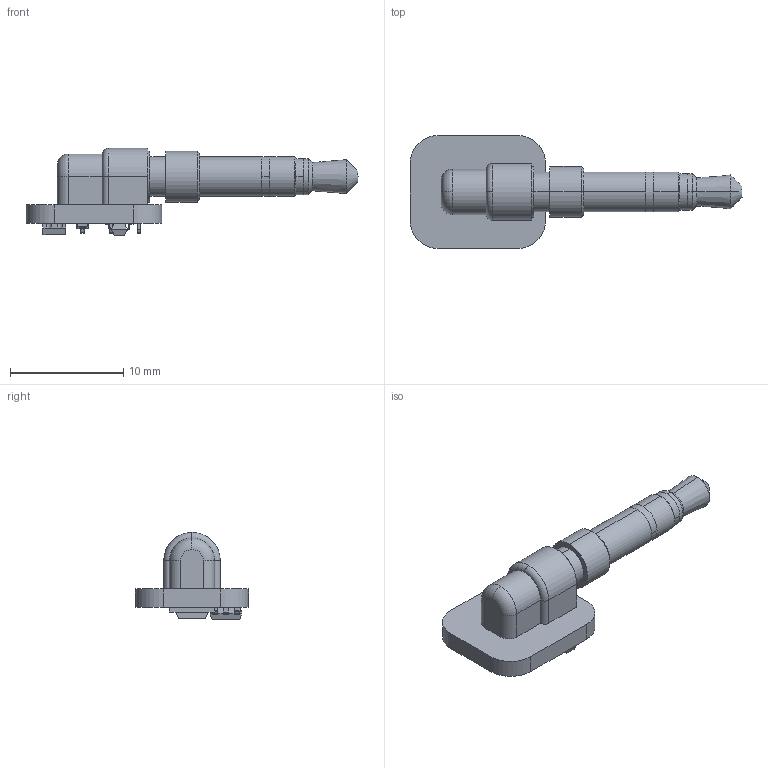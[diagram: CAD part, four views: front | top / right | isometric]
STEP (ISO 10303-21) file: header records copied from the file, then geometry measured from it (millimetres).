
FILE_DESCRIPTION(('Open CASCADE Model'),'2;1');
FILE_NAME('Open CASCADE Shape Model','2024-12-13T08:33:46',('Author'),( 'Open CASCADE'),'Open CASCADE STEP processor 7.5','Open CASCADE 7.5' ,'Unknown');
FILE_SCHEMA(('AUTOMOTIVE_DESIGN { 1 0 10303 214 1 1 1 1 }'));
Length unit declared in the file: millimetre
Products named in the file (17): PCB; Board; Open CASCADE STEP translator 7.5 4.1.1; R2; Resistor 0402; User Library-R SMD 0402_0402 BODY; User Library-R SMD 0402_0402 PAD; User Library-R SMD 0402_0402 OPIS; Q1; TEMT6000X01; U1; SOT-23-6; R1; J1; SP-3533-02; C1; Capacitor 0402
Assembly tree (18 placements, depth 4):
  PCB
    Board
      Open CASCADE STEP translator 7.5 4.1.1
    R2
      Resistor 0402
        User Library-R SMD 0402_0402 BODY
        User Library-R SMD 0402_0402 PAD  x2
        User Library-R SMD 0402_0402 OPIS
    Q1
      TEMT6000X01
    U1
      SOT-23-6
    R1
      Resistor 0402
        User Library-R SMD 0402_0402 BODY
        User Library-R SMD 0402_0402 PAD  x2
        User Library-R SMD 0402_0402 OPIS
    J1
      SP-3533-02
    C1
      Capacitor 0402
Bounding box: 29.35 x 10 x 7.71 mm (x, y, z)
Volume: 525.7 mm3; surface area: 871.1 mm2
Topology: 18 solids, 19 shells, 490 faces, 1201 edges, 754 vertices
Faces by surface type: plane 285, cylinder 101, bspline 74, sphere 16, cone 10, torus 4
Entity records: 15465 total; most frequent: CARTESIAN_POINT 3846, ORIENTED_EDGE 1860, DIRECTION 1795, EDGE_CURVE 930, LINE 641, VECTOR 641, VERTEX_POINT 584, AXIS2_PLACEMENT_3D 577
